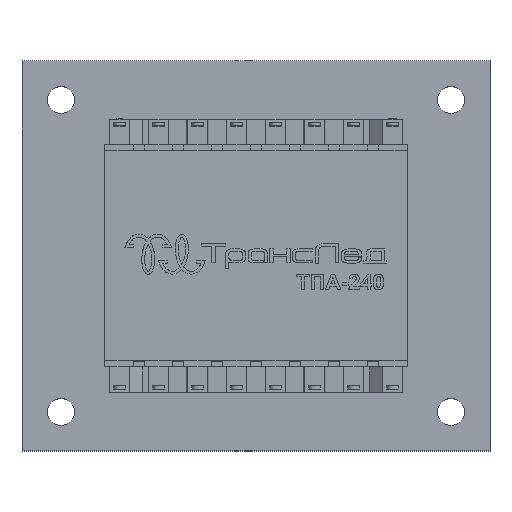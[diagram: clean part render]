
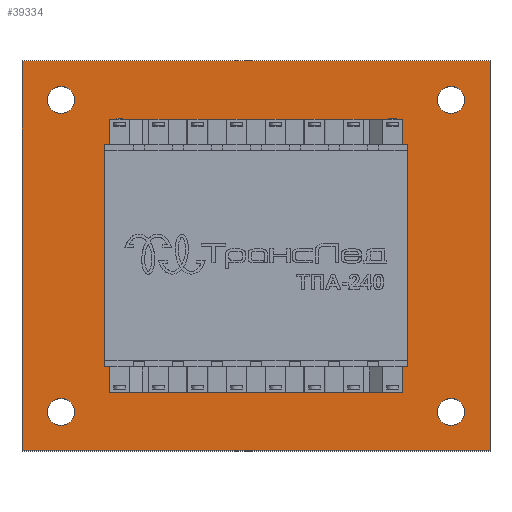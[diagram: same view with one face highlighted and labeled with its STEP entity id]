
A CAD part, top view. The second image highlights one B-rep face of the part: STEP entity #39334.
In plain terms, the highlighted planar face has unit normal (0, 0, 1).
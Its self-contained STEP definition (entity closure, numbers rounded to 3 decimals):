
#1567=FACE_BOUND('',#5947,.T.);
#1568=FACE_BOUND('',#5948,.T.);
#1569=FACE_BOUND('',#5949,.T.);
#1570=FACE_BOUND('',#5950,.T.);
#1571=FACE_BOUND('',#5951,.T.);
#2072=CIRCLE('',#41941,3.5);
#2074=CIRCLE('',#41944,3.5);
#2076=CIRCLE('',#41947,3.5);
#2078=CIRCLE('',#41950,3.5);
#3355=FACE_OUTER_BOUND('',#5946,.T.);
#5946=EDGE_LOOP('',(#29370,#29371,#29372,#29373));
#5947=EDGE_LOOP('',(#29374,#29375,#29376,#29377));
#5948=EDGE_LOOP('',(#29378));
#5949=EDGE_LOOP('',(#29379));
#5950=EDGE_LOOP('',(#29380));
#5951=EDGE_LOOP('',(#29381));
#8835=LINE('',#56503,#13291);
#8838=LINE('',#56509,#13294);
#8841=LINE('',#56515,#13297);
#8844=LINE('',#56519,#13300);
#8851=LINE('',#56551,#13307);
#8854=LINE('',#56557,#13310);
#8857=LINE('',#56563,#13313);
#8860=LINE('',#56567,#13316);
#13291=VECTOR('',#46909,10.);
#13294=VECTOR('',#46914,10.);
#13297=VECTOR('',#46919,10.);
#13300=VECTOR('',#46924,10.);
#13307=VECTOR('',#46957,10.);
#13310=VECTOR('',#46962,10.);
#13313=VECTOR('',#46967,10.);
#13316=VECTOR('',#46972,10.);
#17551=VERTEX_POINT('',#56500);
#17552=VERTEX_POINT('',#56502);
#17554=VERTEX_POINT('',#56508);
#17556=VERTEX_POINT('',#56514);
#17558=VERTEX_POINT('',#56523);
#17560=VERTEX_POINT('',#56529);
#17562=VERTEX_POINT('',#56535);
#17564=VERTEX_POINT('',#56541);
#17567=VERTEX_POINT('',#56548);
#17568=VERTEX_POINT('',#56550);
#17570=VERTEX_POINT('',#56556);
#17572=VERTEX_POINT('',#56562);
#21885=EDGE_CURVE('',#17552,#17551,#8835,.T.);
#21888=EDGE_CURVE('',#17554,#17552,#8838,.T.);
#21891=EDGE_CURVE('',#17556,#17554,#8841,.T.);
#21894=EDGE_CURVE('',#17551,#17556,#8844,.T.);
#21897=EDGE_CURVE('',#17558,#17558,#2072,.T.);
#21900=EDGE_CURVE('',#17560,#17560,#2074,.T.);
#21903=EDGE_CURVE('',#17562,#17562,#2076,.T.);
#21906=EDGE_CURVE('',#17564,#17564,#2078,.T.);
#21909=EDGE_CURVE('',#17568,#17567,#8851,.T.);
#21912=EDGE_CURVE('',#17570,#17568,#8854,.T.);
#21915=EDGE_CURVE('',#17572,#17570,#8857,.T.);
#21918=EDGE_CURVE('',#17567,#17572,#8860,.T.);
#29370=ORIENTED_EDGE('',*,*,#21918,.T.);
#29371=ORIENTED_EDGE('',*,*,#21915,.T.);
#29372=ORIENTED_EDGE('',*,*,#21912,.T.);
#29373=ORIENTED_EDGE('',*,*,#21909,.T.);
#29374=ORIENTED_EDGE('',*,*,#21891,.T.);
#29375=ORIENTED_EDGE('',*,*,#21888,.T.);
#29376=ORIENTED_EDGE('',*,*,#21885,.T.);
#29377=ORIENTED_EDGE('',*,*,#21894,.T.);
#29378=ORIENTED_EDGE('',*,*,#21906,.T.);
#29379=ORIENTED_EDGE('',*,*,#21903,.T.);
#29380=ORIENTED_EDGE('',*,*,#21900,.T.);
#29381=ORIENTED_EDGE('',*,*,#21897,.T.);
#37642=PLANE('',#41955);
#39334=ADVANCED_FACE('',(#3355,#1567,#1568,#1569,#1570,#1571),#37642,.T.);
#41941=AXIS2_PLACEMENT_3D('',#56525,#46930,#46931);
#41944=AXIS2_PLACEMENT_3D('',#56531,#46937,#46938);
#41947=AXIS2_PLACEMENT_3D('',#56537,#46944,#46945);
#41950=AXIS2_PLACEMENT_3D('',#56543,#46951,#46952);
#41955=AXIS2_PLACEMENT_3D('',#56568,#46973,#46974);
#46909=DIRECTION('',(0.,1.,0.));
#46914=DIRECTION('',(-1.,0.,0.));
#46919=DIRECTION('',(0.,-1.,0.));
#46924=DIRECTION('',(1.,0.,0.));
#46930=DIRECTION('center_axis',(0.,0.,-1.));
#46931=DIRECTION('ref_axis',(-1.,0.,0.));
#46937=DIRECTION('center_axis',(0.,0.,-1.));
#46938=DIRECTION('ref_axis',(-1.,0.,0.));
#46944=DIRECTION('center_axis',(0.,0.,-1.));
#46945=DIRECTION('ref_axis',(-1.,0.,0.));
#46951=DIRECTION('center_axis',(0.,0.,-1.));
#46952=DIRECTION('ref_axis',(-1.,0.,0.));
#46957=DIRECTION('',(0.,1.,0.));
#46962=DIRECTION('',(1.,0.,0.));
#46967=DIRECTION('',(0.,-1.,0.));
#46972=DIRECTION('',(-1.,0.,0.));
#46973=DIRECTION('center_axis',(0.,0.,1.));
#46974=DIRECTION('ref_axis',(-1.,0.,0.));
#56500=CARTESIAN_POINT('',(83.25,125.,50.7));
#56502=CARTESIAN_POINT('',(83.25,75.,50.7));
#56503=CARTESIAN_POINT('',(83.25,112.5,50.7));
#56508=CARTESIAN_POINT('',(156.75,75.,50.7));
#56509=CARTESIAN_POINT('',(101.625,75.,50.7));
#56514=CARTESIAN_POINT('',(156.75,125.,50.7));
#56515=CARTESIAN_POINT('',(156.75,87.5,50.7));
#56519=CARTESIAN_POINT('',(138.375,125.,50.7));
#56523=CARTESIAN_POINT('',(73.5,60.,50.7));
#56525=CARTESIAN_POINT('Origin',(70.,60.,50.7));
#56529=CARTESIAN_POINT('',(173.5,140.,50.7));
#56531=CARTESIAN_POINT('Origin',(170.,140.,50.7));
#56535=CARTESIAN_POINT('',(173.5,60.,50.7));
#56537=CARTESIAN_POINT('Origin',(170.,60.,50.7));
#56541=CARTESIAN_POINT('',(73.5,140.,50.7));
#56543=CARTESIAN_POINT('Origin',(70.,140.,50.7));
#56548=CARTESIAN_POINT('',(180.,150.,50.7));
#56550=CARTESIAN_POINT('',(180.,50.,50.7));
#56551=CARTESIAN_POINT('',(180.,150.,50.7));
#56556=CARTESIAN_POINT('',(60.,50.,50.7));
#56557=CARTESIAN_POINT('',(180.,50.,50.7));
#56562=CARTESIAN_POINT('',(60.,150.,50.7));
#56563=CARTESIAN_POINT('',(60.,50.,50.7));
#56567=CARTESIAN_POINT('',(60.,150.,50.7));
#56568=CARTESIAN_POINT('Origin',(120.,100.,50.7));
